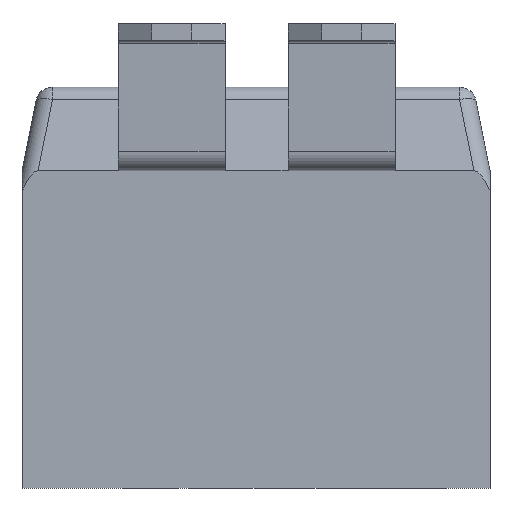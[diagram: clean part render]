
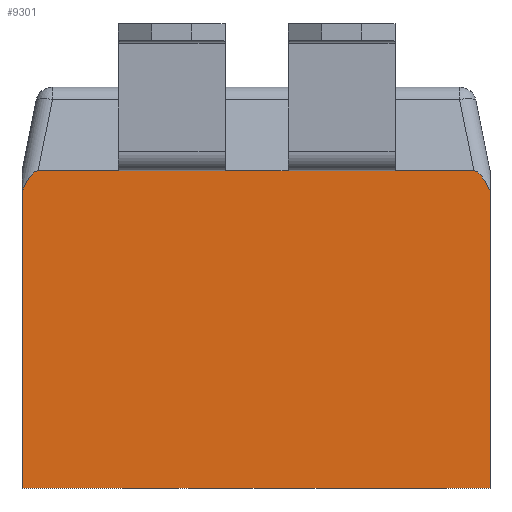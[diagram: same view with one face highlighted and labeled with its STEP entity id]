
A CAD part, front view. The second image highlights one B-rep face of the part: STEP entity #9301.
In plain terms, the highlighted planar face has unit normal (0, -1, 0).
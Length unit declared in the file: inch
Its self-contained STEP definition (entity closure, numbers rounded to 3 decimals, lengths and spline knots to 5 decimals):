
#1416=DIRECTION('',(0.,0.,-1.));
#1417=VECTOR('',#1416,0.17505);
#1418=CARTESIAN_POINT('',(0.,-0.14764,0.17505));
#1419=LINE('',#1418,#1417);
#1437=DIRECTION('',(1.,0.,0.));
#1438=VECTOR('',#1437,0.06299);
#1439=CARTESIAN_POINT('',(0.15669,-0.14764,
0.18701));
#1440=LINE('',#1439,#1438);
#1441=CARTESIAN_POINT('',(0.27559,-0.14764,
0.17505));
#1442=CARTESIAN_POINT('',(0.27501,-0.14764,
0.17638));
#1443=CARTESIAN_POINT('',(0.2738,-0.14764,
0.17895));
#1444=CARTESIAN_POINT('',(0.27211,-0.14764,
0.18188));
#1445=CARTESIAN_POINT('',(0.27059,-0.14764,
0.18398));
#1446=CARTESIAN_POINT('',(0.26934,-0.14764,
0.18538));
#1447=CARTESIAN_POINT('',(0.26792,-0.14764,
0.18652));
#1448=CARTESIAN_POINT('',(0.26679,-0.14764,
0.18701));
#1449=CARTESIAN_POINT('',(0.26606,-0.14764,
0.18701));
#1451=DIRECTION('',(-1.,0.,0.));
#1452=VECTOR('',#1451,0.27559);
#1453=CARTESIAN_POINT('',(0.27559,-0.14764,0.));
#1454=LINE('',#1453,#1452);
#1455=CARTESIAN_POINT('',(0.00953,-0.14764,
0.18701));
#1456=CARTESIAN_POINT('',(0.0088,-0.14764,
0.18701));
#1457=CARTESIAN_POINT('',(0.00768,-0.14764,
0.18652));
#1458=CARTESIAN_POINT('',(0.00625,-0.14764,
0.18538));
#1459=CARTESIAN_POINT('',(0.005,-0.14764,
0.18398));
#1460=CARTESIAN_POINT('',(0.00348,-0.14764,
0.18188));
#1461=CARTESIAN_POINT('',(0.00179,-0.14764,
0.17895));
#1462=CARTESIAN_POINT('',(0.00058,-0.14764,
0.17638));
#1463=CARTESIAN_POINT('',(0.,-0.14764,0.17505));
#1465=DIRECTION('',(1.,0.,0.));
#1466=VECTOR('',#1465,0.06299);
#1467=CARTESIAN_POINT('',(0.05669,-0.14764,
0.18701));
#1468=LINE('',#1467,#1466);
#1513=DIRECTION('',(-1.,0.,0.));
#1514=VECTOR('',#1513,0.03701);
#1515=CARTESIAN_POINT('',(0.15669,-0.14764,
0.18701));
#1516=LINE('',#1515,#1514);
#1521=DIRECTION('',(-1.,0.,0.));
#1522=VECTOR('',#1521,0.04716);
#1523=CARTESIAN_POINT('',(0.05669,-0.14764,
0.18701));
#1524=LINE('',#1523,#1522);
#1533=DIRECTION('',(-1.,0.,0.));
#1534=VECTOR('',#1533,0.04638);
#1535=CARTESIAN_POINT('',(0.26606,-0.14764,
0.18701));
#1536=LINE('',#1535,#1534);
#1779=CARTESIAN_POINT('',(0.27559,-0.14764,
0.17505));
#1793=DIRECTION('',(0.,0.,-1.));
#1794=VECTOR('',#1793,0.17505);
#1795=CARTESIAN_POINT('',(0.27559,-0.14764,
0.17505));
#1796=LINE('',#1795,#1794);
#6354=CARTESIAN_POINT('',(0.,-0.14764,0.));
#6355=VERTEX_POINT('',#6354);
#6360=CARTESIAN_POINT('',(0.27559,-0.14764,0.));
#6361=VERTEX_POINT('',#6360);
#6664=VERTEX_POINT('',#1455);
#6665=VERTEX_POINT('',#1463);
#6688=VERTEX_POINT('',#1779);
#6689=VERTEX_POINT('',#1449);
#8274=CARTESIAN_POINT('',(0.05669,-0.14764,
0.18701));
#8275=CARTESIAN_POINT('',(0.11969,-0.14764,
0.18701));
#8276=VERTEX_POINT('',#8274);
#8277=VERTEX_POINT('',#8275);
#8330=CARTESIAN_POINT('',(0.15669,-0.14764,
0.18701));
#8331=CARTESIAN_POINT('',(0.21969,-0.14764,
0.18701));
#8332=VERTEX_POINT('',#8330);
#8333=VERTEX_POINT('',#8331);
#9277=CARTESIAN_POINT('',(0.,-0.14764,0.));
#9278=DIRECTION('',(0.,-1.,0.));
#9279=DIRECTION('',(0.,0.,1.));
#9280=AXIS2_PLACEMENT_3D('',#9277,#9278,#9279);
#9281=PLANE('',#9280);
#9283=ORIENTED_EDGE('',*,*,#9282,.T.);
#9285=ORIENTED_EDGE('',*,*,#9284,.F.);
#9287=ORIENTED_EDGE('',*,*,#9286,.F.);
#9289=ORIENTED_EDGE('',*,*,#9288,.T.);
#9290=ORIENTED_EDGE('',*,*,#8667,.T.);
#9291=ORIENTED_EDGE('',*,*,#9248,.F.);
#9292=ORIENTED_EDGE('',*,*,#9265,.F.);
#9294=ORIENTED_EDGE('',*,*,#9293,.F.);
#9296=ORIENTED_EDGE('',*,*,#9295,.T.);
#9298=ORIENTED_EDGE('',*,*,#9297,.F.);
#9299=EDGE_LOOP('',(#9283,#9285,#9287,#9289,#9290,#9291,#9292,#9294,#9296,
#9298));
#9300=FACE_OUTER_BOUND('',#9299,.F.);
#9301=ADVANCED_FACE('',(#9300),#9281,.T.);
#1450=B_SPLINE_CURVE_WITH_KNOTS('',3,(#1441,#1442,#1443,#1444,#1445,#1446,#1447,
#1448,#1449),.UNSPECIFIED.,.F.,.F.,(4,1,1,1,1,1,4),(0.,0.25,0.5,0.625,
0.75,0.875,1.),.UNSPECIFIED.);
#1464=B_SPLINE_CURVE_WITH_KNOTS('',3,(#1455,#1456,#1457,#1458,#1459,#1460,#1461,
#1462,#1463),.UNSPECIFIED.,.F.,.F.,(4,1,1,1,1,1,4),(0.,0.125,0.25,0.375,
0.5,0.75,1.),.UNSPECIFIED.);
#8667=EDGE_CURVE('',#6361,#6355,#1454,.T.);
#9248=EDGE_CURVE('',#6665,#6355,#1419,.T.);
#9265=EDGE_CURVE('',#6664,#6665,#1464,.T.);
#9282=EDGE_CURVE('',#8332,#8333,#1440,.T.);
#9284=EDGE_CURVE('',#6689,#8333,#1536,.T.);
#9286=EDGE_CURVE('',#6688,#6689,#1450,.T.);
#9288=EDGE_CURVE('',#6688,#6361,#1796,.T.);
#9293=EDGE_CURVE('',#8276,#6664,#1524,.T.);
#9295=EDGE_CURVE('',#8276,#8277,#1468,.T.);
#9297=EDGE_CURVE('',#8332,#8277,#1516,.T.);
